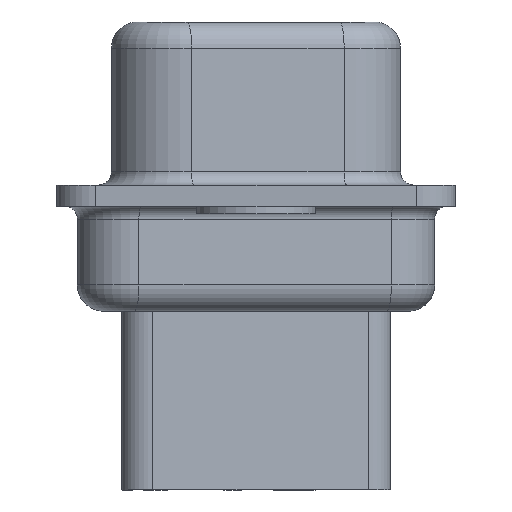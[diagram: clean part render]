
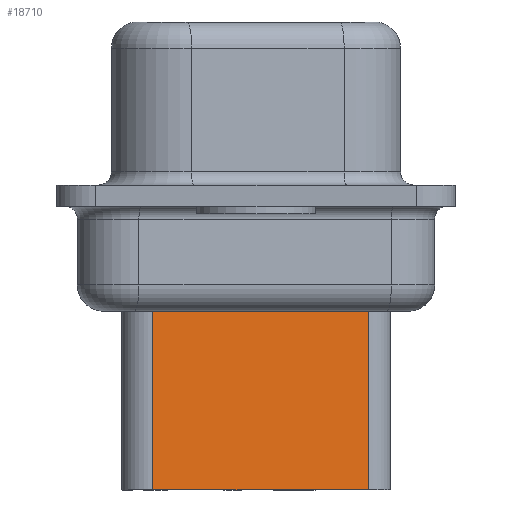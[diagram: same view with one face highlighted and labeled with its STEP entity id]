
A CAD part, left-side view. The second image highlights one B-rep face of the part: STEP entity #18710.
In plain terms, the highlighted face is planar.
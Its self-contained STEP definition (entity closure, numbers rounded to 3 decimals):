
#18060=CARTESIAN_POINT('',(147.333,53.706,
-25.2));
#18070=DIRECTION('',(0.,0.,-1.));
#18080=VECTOR('',#18070,1.);
#18090=LINE('',#18060,#18080);
#18100=CARTESIAN_POINT('',(147.333,53.706,
-25.4));
#18110=VERTEX_POINT('',#18100);
#18120=CARTESIAN_POINT('',(147.333,53.706,
-32.2));
#18130=VERTEX_POINT('',#18120);
#18140=EDGE_CURVE('',#18110,#18130,#18090,.T.);
#18410=CARTESIAN_POINT('',(147.333,53.706,
-25.2));
#18420=DIRECTION('',(-0.174,0.985,
0.));
#18430=DIRECTION('',(-0.985,-0.174,
0.));
#18440=AXIS2_PLACEMENT_3D('',#18410,#18420,#18430);
#18450=PLANE('',#18440);
#18460=CARTESIAN_POINT('',(139.133,52.26,
-25.2));
#18470=DIRECTION('',(0.,0.,-1.));
#18480=VECTOR('',#18470,1.);
#18490=LINE('',#18460,#18480);
#18500=CARTESIAN_POINT('',(139.133,52.26,
-25.4));
#18510=VERTEX_POINT('',#18500);
#18520=CARTESIAN_POINT('',(139.133,52.26,
-32.2));
#18530=VERTEX_POINT('',#18520);
#18540=EDGE_CURVE('',#18510,#18530,#18490,.T.);
#18550=ORIENTED_EDGE('',*,*,#18540,.F.);
#18560=CARTESIAN_POINT('',(57.307,37.832,
-32.2));
#18570=DIRECTION('',(-0.985,-0.174,
0.));
#18580=VECTOR('',#18570,1.);
#18590=LINE('',#18560,#18580);
#18600=EDGE_CURVE('',#18130,#18530,#18590,.T.);
#18610=ORIENTED_EDGE('',*,*,#18600,.T.);
#18620=ORIENTED_EDGE('',*,*,#18140,.T.);
#18630=CARTESIAN_POINT('',(57.307,37.832,
-25.4));
#18640=DIRECTION('',(0.985,0.174,
0.));
#18650=VECTOR('',#18640,1.);
#18660=LINE('',#18630,#18650);
#18670=EDGE_CURVE('',#18510,#18110,#18660,.T.);
#18680=ORIENTED_EDGE('',*,*,#18670,.T.);
#18690=EDGE_LOOP('',(#18680,#18620,#18610,#18550));
#18700=FACE_OUTER_BOUND('',#18690,.T.);
#18710=ADVANCED_FACE('',(#18700),#18450,.T.);
